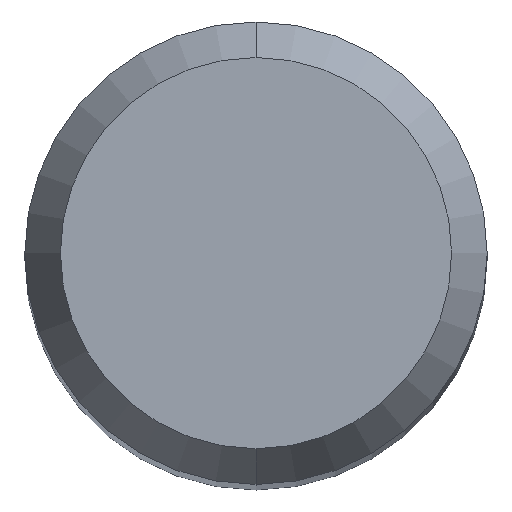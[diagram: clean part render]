
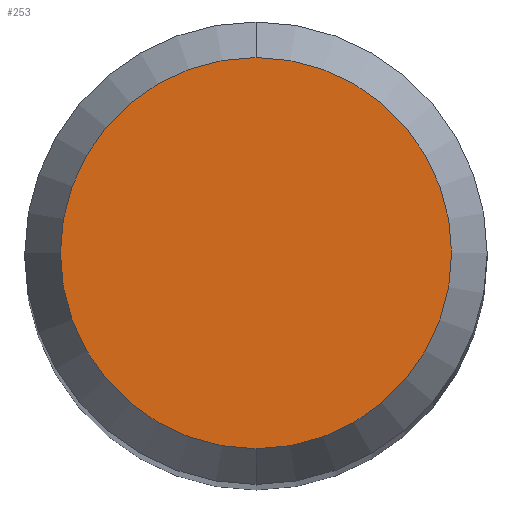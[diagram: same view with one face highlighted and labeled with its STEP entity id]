
A CAD part, top view. The second image highlights one B-rep face of the part: STEP entity #253.
In plain terms, the highlighted planar face has unit normal (0, 0, 1).
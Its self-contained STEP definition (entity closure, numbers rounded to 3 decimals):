
#211=EDGE_CURVE('',#307,#355,#506,.T.);
#221=EDGE_CURVE('',#355,#307,#516,.T.);
#253=ADVANCED_FACE('',(#551),#552,.T.);
#307=VERTEX_POINT('',#615);
#355=VERTEX_POINT('',#669);
#506=CIRCLE('',#855,2.538);
#516=CIRCLE('',#884,2.538);
#551=FACE_OUTER_BOUND('',#974,.T.);
#552=PLANE('',#975);
#615=CARTESIAN_POINT('',(0.,-2.538,41.065));
#669=CARTESIAN_POINT('',(0.0,2.538,41.065));
#855=AXIS2_PLACEMENT_3D('',#1456,#1457,#1458);
#884=AXIS2_PLACEMENT_3D('',#1461,#1462,#1463);
#974=EDGE_LOOP('',(#1491,#1492));
#975=AXIS2_PLACEMENT_3D('',#1493,#1494,#1495);
#1456=CARTESIAN_POINT('',(0.0,0.0,41.065));
#1457=DIRECTION('',(0.0,0.0,-1.0));
#1458=DIRECTION('',(0.0,1.0,0.0));
#1461=CARTESIAN_POINT('',(0.0,0.0,41.065));
#1462=DIRECTION('',(0.0,0.0,-1.0));
#1463=DIRECTION('',(0.0,1.0,0.0));
#1491=ORIENTED_EDGE('',*,*,#221,.F.);
#1492=ORIENTED_EDGE('',*,*,#211,.F.);
#1493=CARTESIAN_POINT('',(0.0,1.269,41.065));
#1494=DIRECTION('',(-0.0,0.0,1.0));
#1495=DIRECTION('',(0.0,-1.0,0.0));
